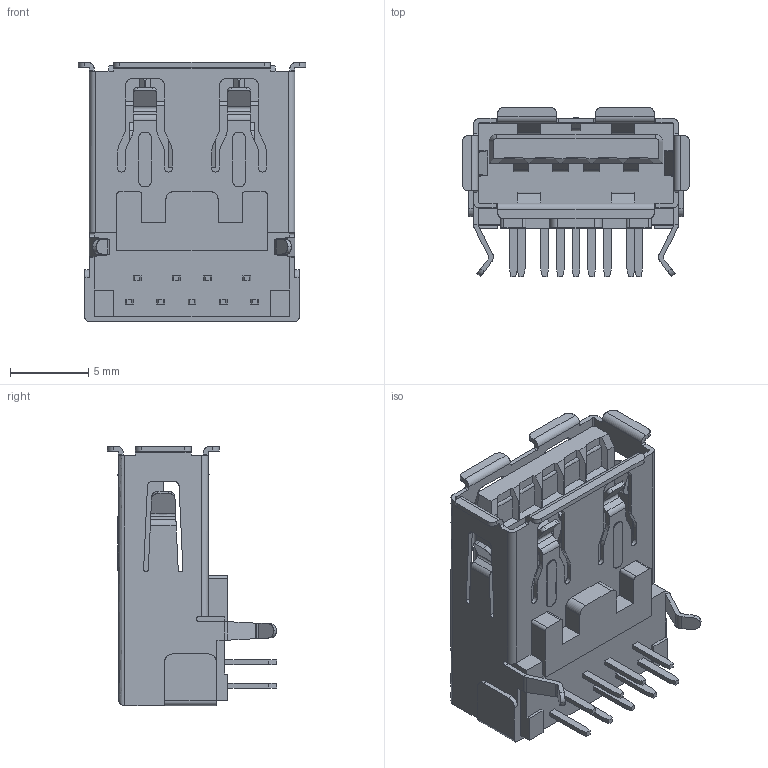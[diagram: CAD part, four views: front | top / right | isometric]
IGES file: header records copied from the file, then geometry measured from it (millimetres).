
Start section: SolidWorks IGES file using analytic representation for surfaces
Global section: file name: KUSBX-AS1N9-2-BL_rA7.IGS; native system: SolidWorks 2012; preprocessor: SolidWorks 2012; author: Ckelleher; date: 150204.140651; units: millimetre
Bounding box: 14.5 x 10.79 x 16.55 mm (x, y, z)
Surface area: 1551.5 mm2 (no closed solid volume)
Topology: 0 solids, 0 shells, 555 faces, 4348 edges, 4348 vertices
Faces by surface type: bspline 347, revolution 208
